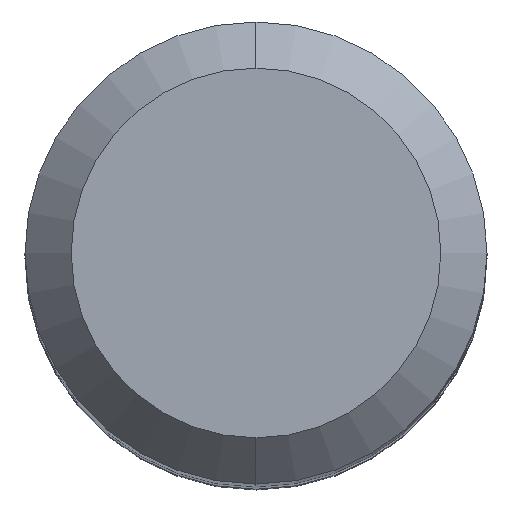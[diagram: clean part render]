
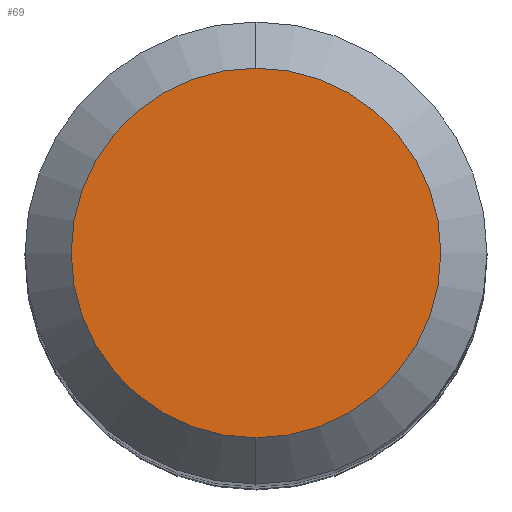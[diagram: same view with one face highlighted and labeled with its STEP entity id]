
A CAD part, top view. The second image highlights one B-rep face of the part: STEP entity #69.
In plain terms, the highlighted planar face has unit normal (0, 0, 1).
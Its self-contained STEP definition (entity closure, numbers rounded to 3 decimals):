
#69=ADVANCED_FACE('',(#150),#151,.T.);
#150=FACE_OUTER_BOUND('',#244,.T.);
#151=PLANE('',#245);
#244=EDGE_LOOP('',(#364,#365));
#245=AXIS2_PLACEMENT_3D('',#366,#367,#368);
#364=ORIENTED_EDGE('',*,*,#516,.F.);
#365=ORIENTED_EDGE('',*,*,#529,.F.);
#366=CARTESIAN_POINT('',(0.,2.,35.));
#367=DIRECTION('',(0.,0.,1.0));
#368=DIRECTION('',(0.,-1.0,0.));
#516=EDGE_CURVE('',#619,#621,#622,.T.);
#529=EDGE_CURVE('',#621,#619,#639,.T.);
#619=VERTEX_POINT('',#729);
#621=VERTEX_POINT('',#732);
#622=CIRCLE('',#733,4.);
#639=CIRCLE('',#751,4.);
#729=CARTESIAN_POINT('',(0.,4.,35.));
#732=CARTESIAN_POINT('',(0.,-4.,35.));
#733=AXIS2_PLACEMENT_3D('',#839,#840,#841);
#751=AXIS2_PLACEMENT_3D('',#864,#865,#866);
#839=CARTESIAN_POINT('',(0.,0.0,35.));
#840=DIRECTION('',(0.,0.0,-1.0));
#841=DIRECTION('',(0.0,1.0,0.0));
#864=CARTESIAN_POINT('',(0.,0.0,35.));
#865=DIRECTION('',(0.,0.0,-1.0));
#866=DIRECTION('',(0.0,1.0,0.0));
